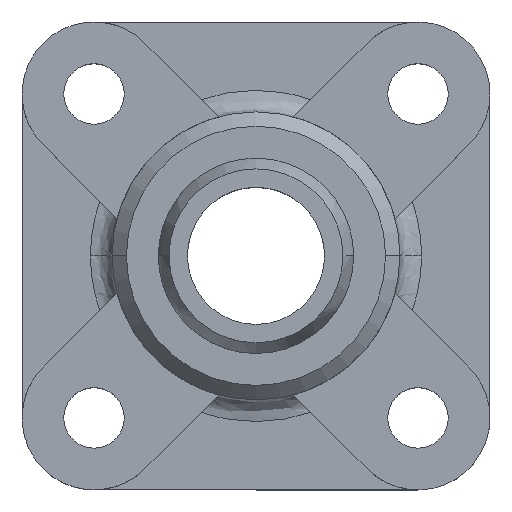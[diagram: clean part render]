
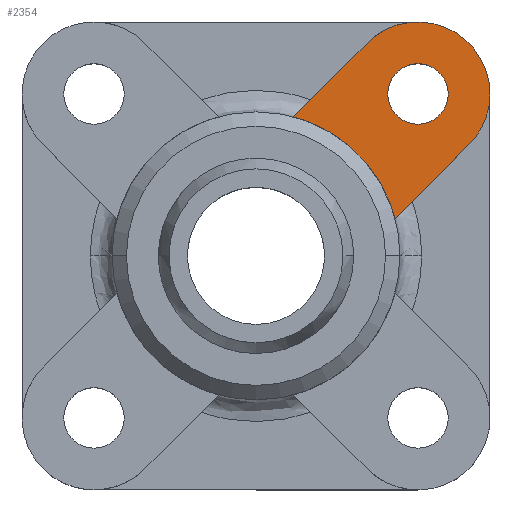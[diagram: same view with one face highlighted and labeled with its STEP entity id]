
A CAD part, top view. The second image highlights one B-rep face of the part: STEP entity #2354.
In plain terms, the highlighted planar face has unit normal (0, 0, 1).
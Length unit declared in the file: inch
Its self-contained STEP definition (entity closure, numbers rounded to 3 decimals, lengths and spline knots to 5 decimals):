
#24 = FACE_BOUND ( 'NONE', #1568, .T. ) ;
#52 = CARTESIAN_POINT ( 'NONE',  ( 1.05118, 0.88583, 0.43307 ) ) ;
#68 = EDGE_CURVE ( 'NONE', #328, #376, #1542, .T. ) ;
#80 = CARTESIAN_POINT ( 'NONE',  ( 0.60744, 1.16422, 0.43307 ) ) ;
#161 = DIRECTION ( 'NONE',  ( 0., 0., -1. ) ) ;
#199 = CARTESIAN_POINT ( 'NONE',  ( 0.72047, 0.88583, 0.43307 ) ) ;
#212 = VERTEX_POINT ( 'NONE', #3238 ) ;
#223 = FACE_OUTER_BOUND ( 'NONE', #2428, .T. ) ;
#246 = VECTOR ( 'NONE', #349, 39.37008 ) ;
#273 = CARTESIAN_POINT ( 'NONE',  ( 0.88583, 0.88583, 0.43307 ) ) ;
#303 = CIRCLE ( 'NONE', #1720, 0.78781 ) ;
#328 = VERTEX_POINT ( 'NONE', #80 ) ;
#349 = DIRECTION ( 'NONE',  ( 0.707, 0.707, 0. ) ) ;
#362 = ORIENTED_EDGE ( 'NONE', *, *, #3291, .T. ) ;
#376 = VERTEX_POINT ( 'NONE', #1685 ) ;
#534 = VECTOR ( 'NONE', #3443, 39.37008 ) ;
#555 = AXIS2_PLACEMENT_3D ( 'NONE', #3580, #2350, #1076 ) ;
#682 = EDGE_CURVE ( 'NONE', #1466, #2340, #3130, .T. ) ;
#685 = CIRCLE ( 'NONE', #555, 0.16535 ) ;
#1076 = DIRECTION ( 'NONE',  ( 1., 0., 0. ) ) ;
#1189 = CARTESIAN_POINT ( 'NONE',  ( 0.88583, 0.88583, 0.43307 ) ) ;
#1268 = ORIENTED_EDGE ( 'NONE', *, *, #3782, .F. ) ;
#1463 = CARTESIAN_POINT ( 'NONE',  ( 0.20413, 0.76091, 0.43307 ) ) ;
#1466 = VERTEX_POINT ( 'NONE', #52 ) ;
#1469 = CARTESIAN_POINT ( 'NONE',  ( 0.88583, 0.88583, 0.43307 ) ) ;
#1536 = DIRECTION ( 'NONE',  ( 1., 0., 0. ) ) ;
#1542 = CIRCLE ( 'NONE', #2170, 0.3937 ) ;
#1568 = EDGE_LOOP ( 'NONE', ( #3271, #2918 ) ) ;
#1609 = CARTESIAN_POINT ( 'NONE',  ( 0., 0., 0.43307 ) ) ;
#1685 = CARTESIAN_POINT ( 'NONE',  ( 1.27953, 0.88583, 0.43307 ) ) ;
#1720 = AXIS2_PLACEMENT_3D ( 'NONE', #1609, #3842, #3528 ) ;
#1751 = LINE ( 'NONE', #1830, #534 ) ;
#1827 = CARTESIAN_POINT ( 'NONE',  ( 0., 0., 0.43307 ) ) ;
#1830 = CARTESIAN_POINT ( 'NONE',  ( 0.27839, -0.27839, 0.43307 ) ) ;
#1984 = ORIENTED_EDGE ( 'NONE', *, *, #68, .F. ) ;
#2170 = AXIS2_PLACEMENT_3D ( 'NONE', #273, #2497, #3464 ) ;
#2279 = CARTESIAN_POINT ( 'NONE',  ( 0.20413, 0.76091, 0.43307 ) ) ;
#2316 = AXIS2_PLACEMENT_3D ( 'NONE', #1827, #3399, #3451 ) ;
#2340 = VERTEX_POINT ( 'NONE', #199 ) ;
#2350 = DIRECTION ( 'NONE',  ( 0., 0., -1. ) ) ;
#2354 = ADVANCED_FACE ( 'NONE', ( #223, #24 ), #2475, .F. ) ;
#2428 = EDGE_LOOP ( 'NONE', ( #3664, #3711, #1984, #1268, #362 ) ) ;
#2475 = PLANE ( 'NONE',  #2316 ) ;
#2483 = DIRECTION ( 'NONE',  ( 0., 0., -1. ) ) ;
#2497 = DIRECTION ( 'NONE',  ( 0., 0., -1. ) ) ;
#2731 = EDGE_CURVE ( 'NONE', #376, #212, #3360, .T. ) ;
#2918 = ORIENTED_EDGE ( 'NONE', *, *, #3876, .T. ) ;
#3130 = CIRCLE ( 'NONE', #3494, 0.16535 ) ;
#3238 = CARTESIAN_POINT ( 'NONE',  ( 1.16422, 0.60744, 0.43307 ) ) ;
#3271 = ORIENTED_EDGE ( 'NONE', *, *, #682, .T. ) ;
#3291 = EDGE_CURVE ( 'NONE', #3655, #3936, #303, .T. ) ;
#3309 = AXIS2_PLACEMENT_3D ( 'NONE', #1189, #2483, #1536 ) ;
#3360 = CIRCLE ( 'NONE', #3309, 0.3937 ) ;
#3386 = LINE ( 'NONE', #2279, #246 ) ;
#3399 = DIRECTION ( 'NONE',  ( 0., 0., -1. ) ) ;
#3443 = DIRECTION ( 'NONE',  ( -0.707, -0.707, 0. ) ) ;
#3451 = DIRECTION ( 'NONE',  ( -1., 0., 0. ) ) ;
#3464 = DIRECTION ( 'NONE',  ( 1., 0., 0. ) ) ;
#3494 = AXIS2_PLACEMENT_3D ( 'NONE', #1469, #161, #3709 ) ;
#3528 = DIRECTION ( 'NONE',  ( -1., 0., 0. ) ) ;
#3580 = CARTESIAN_POINT ( 'NONE',  ( 0.88583, 0.88583, 0.43307 ) ) ;
#3655 = VERTEX_POINT ( 'NONE', #1463 ) ;
#3664 = ORIENTED_EDGE ( 'NONE', *, *, #4002, .F. ) ;
#3709 = DIRECTION ( 'NONE',  ( 1., 0., 0. ) ) ;
#3711 = ORIENTED_EDGE ( 'NONE', *, *, #2731, .F. ) ;
#3782 = EDGE_CURVE ( 'NONE', #3655, #328, #3386, .T. ) ;
#3842 = DIRECTION ( 'NONE',  ( 0., 0., -1. ) ) ;
#3876 = EDGE_CURVE ( 'NONE', #2340, #1466, #685, .T. ) ;
#3936 = VERTEX_POINT ( 'NONE', #3965 ) ;
#3965 = CARTESIAN_POINT ( 'NONE',  ( 0.76091, 0.20413, 0.43307 ) ) ;
#4002 = EDGE_CURVE ( 'NONE', #212, #3936, #1751, .T. ) ;
